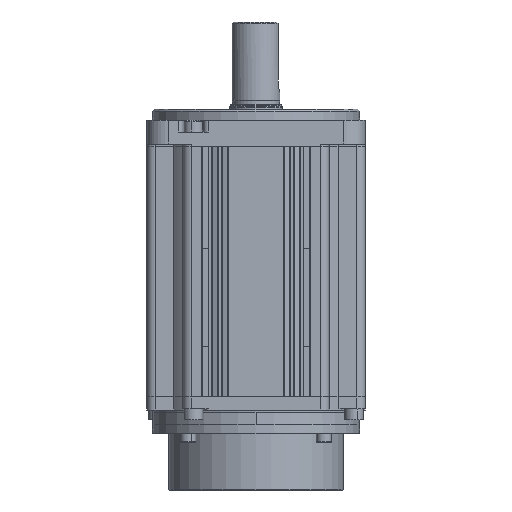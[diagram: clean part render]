
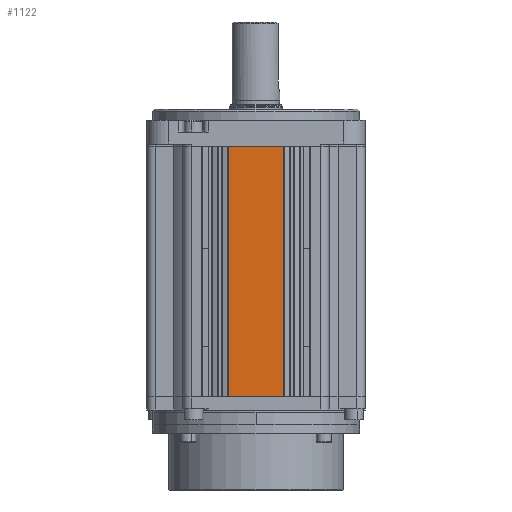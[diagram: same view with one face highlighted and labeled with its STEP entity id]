
A CAD part, left-side view. The second image highlights one B-rep face of the part: STEP entity #1122.
In plain terms, the highlighted planar face has unit normal (-1, 0, 0).
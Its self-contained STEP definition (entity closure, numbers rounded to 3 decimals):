
#1030 = VECTOR ( 'NONE', #15790, 1000. ) ;
#1122 = ADVANCED_FACE ( 'NONE', ( #6354 ), #20636, .F. ) ;
#1656 = DIRECTION ( 'NONE',  ( 0., -1., 0. ) ) ;
#3326 = VECTOR ( 'NONE', #1656, 1000. ) ;
#4690 = VERTEX_POINT ( 'NONE', #35335 ) ;
#5305 = DIRECTION ( 'NONE',  ( 0., -1., 0. ) ) ;
#6192 = LINE ( 'NONE', #32441, #36631 ) ;
#6354 = FACE_OUTER_BOUND ( 'NONE', #10620, .T. ) ;
#7016 = CARTESIAN_POINT ( 'NONE',  ( -50.15, 12.7, 115. ) ) ;
#8549 = EDGE_CURVE ( 'NONE', #4690, #21429, #33275, .T. ) ;
#8660 = DIRECTION ( 'NONE',  ( 0., 0., -1. ) ) ;
#8689 = VERTEX_POINT ( 'NONE', #29245 ) ;
#9126 = VECTOR ( 'NONE', #5305, 1000. ) ;
#10620 = EDGE_LOOP ( 'NONE', ( #26440, #13264, #28492, #31648 ) ) ;
#13264 = ORIENTED_EDGE ( 'NONE', *, *, #34204, .T. ) ;
#14380 = CARTESIAN_POINT ( 'NONE',  ( -50.15, -29.5, 115. ) ) ;
#15790 = DIRECTION ( 'NONE',  ( 0., 0., -1. ) ) ;
#18276 = EDGE_CURVE ( 'NONE', #4690, #29992, #35736, .T. ) ;
#19402 = LINE ( 'NONE', #31371, #9126 ) ;
#20159 = CARTESIAN_POINT ( 'NONE',  ( -50.15, -12.7, 115. ) ) ;
#20636 = PLANE ( 'NONE',  #27544 ) ;
#20837 = DIRECTION ( 'NONE',  ( 0., 0., 1. ) ) ;
#21429 = VERTEX_POINT ( 'NONE', #25395 ) ;
#22946 = DIRECTION ( 'NONE',  ( 1., 0., 0. ) ) ;
#24083 = EDGE_CURVE ( 'NONE', #21429, #8689, #19402, .T. ) ;
#25395 = CARTESIAN_POINT ( 'NONE',  ( -50.15, 12.7, 0. ) ) ;
#26440 = ORIENTED_EDGE ( 'NONE', *, *, #24083, .T. ) ;
#27544 = AXIS2_PLACEMENT_3D ( 'NONE', #14380, #22946, #8660 ) ;
#28492 = ORIENTED_EDGE ( 'NONE', *, *, #18276, .F. ) ;
#29245 = CARTESIAN_POINT ( 'NONE',  ( -50.15, -12.7, 0. ) ) ;
#29992 = VERTEX_POINT ( 'NONE', #20159 ) ;
#31335 = CARTESIAN_POINT ( 'NONE',  ( -50.15, -29.5, 115. ) ) ;
#31371 = CARTESIAN_POINT ( 'NONE',  ( -50.15, -29.5, 0. ) ) ;
#31648 = ORIENTED_EDGE ( 'NONE', *, *, #8549, .T. ) ;
#32441 = CARTESIAN_POINT ( 'NONE',  ( -50.15, -12.7, 115. ) ) ;
#33275 = LINE ( 'NONE', #7016, #1030 ) ;
#34204 = EDGE_CURVE ( 'NONE', #8689, #29992, #6192, .T. ) ;
#35335 = CARTESIAN_POINT ( 'NONE',  ( -50.15, 12.7, 115. ) ) ;
#35736 = LINE ( 'NONE', #31335, #3326 ) ;
#36631 = VECTOR ( 'NONE', #20837, 1000. ) ;
